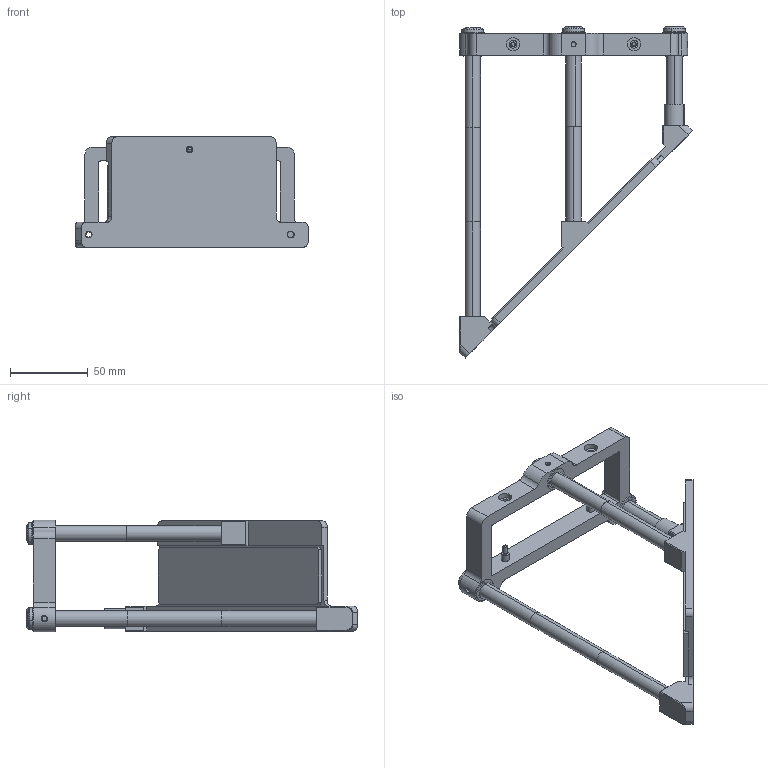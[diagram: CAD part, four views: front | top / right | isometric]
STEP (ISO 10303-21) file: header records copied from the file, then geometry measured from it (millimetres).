
FILE_DESCRIPTION (( 'STEP AP203' ), '1' );
FILE_NAME ('DP22525-B_CMMR4K090-L.step', '2022-01-12T13:36:19', ( '' ), ( '' ), 'SwSTEP 2.0', 'SolidWorks 2021', '' );
FILE_SCHEMA (( 'CONFIG_CONTROL_DESIGN' ));
Length unit declared in the file: millimetre
Products named in the file (1): DP22525-B_CMMR4K090-L
Bounding box: 150.12 x 214.03 x 72 mm (x, y, z)
Surface area: 66970.4 mm2 (no closed solid volume)
Topology: 0 solids, 33 shells, 268 faces, 730 edges, 491 vertices
Faces by surface type: plane 134, cylinder 98, cone 34, bspline 2
Entity records: 8858 total; most frequent: CARTESIAN_POINT 1876, DIRECTION 1520, ORIENTED_EDGE 1273, EDGE_CURVE 724, AXIS2_PLACEMENT_3D 549, VERTEX_POINT 491, LINE 422, VECTOR 422
